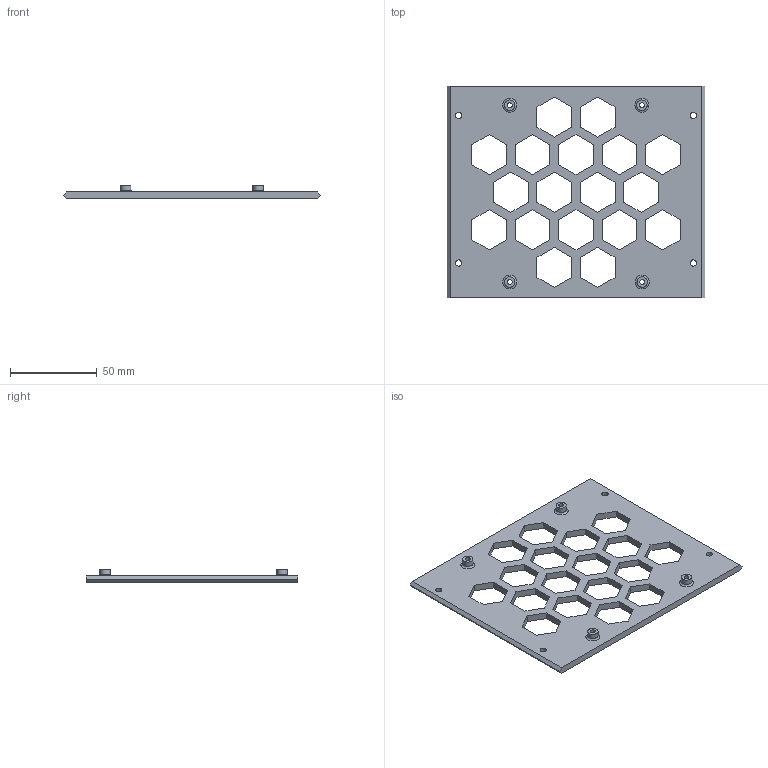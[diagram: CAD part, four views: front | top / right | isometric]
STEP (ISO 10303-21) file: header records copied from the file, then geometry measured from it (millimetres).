
FILE_DESCRIPTION(/* description */ (''),/* implementation_level */ '2;1');
FILE_NAME(/* name */ 'MCU Tray - BTT SKR 3.step',/* time_stamp */ '2022-11-03T06:21:21-05:00',/* author */ (''),/* organization */ (''),/* preprocessor_version */ 'ST-DEVELOPER v19.2',/* originating_system */ 'Autodesk Translation Framework v11.17.0.187',/* authorisation */ '');
FILE_SCHEMA (('AUTOMOTIVE_DESIGN { 1 0 10303 214 3 1 1 }'));
Length unit declared in the file: millimetre
Products named in the file (1): MCU Tray - BTT SKR 3
Bounding box: 148.6 x 121.85 x 8 mm (x, y, z)
Volume: 46804 mm3; surface area: 30969.6 mm2
Topology: 1 solids, 1 shells, 138 faces, 392 edges, 260 vertices
Faces by surface type: plane 122, cylinder 12, torus 4
Full cylindrical faces by diameter (mm): 2.8 x4, 3.6 x4, 6 x4
Entity records: 4560 total; most frequent: CARTESIAN_POINT 791, ORIENTED_EDGE 784, DIRECTION 702, EDGE_CURVE 392, LINE 360, VECTOR 360, VERTEX_POINT 260, EDGE_LOOP 194
